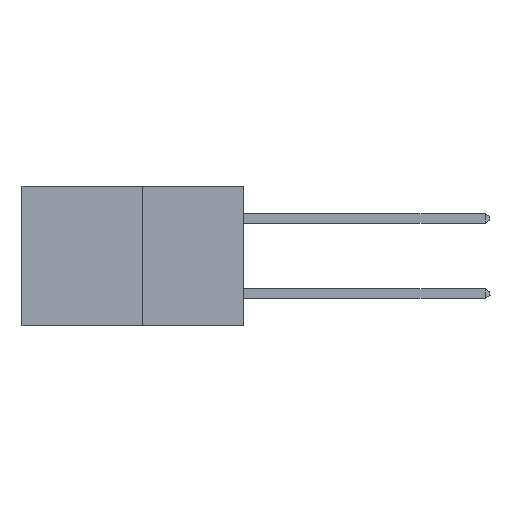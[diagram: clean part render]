
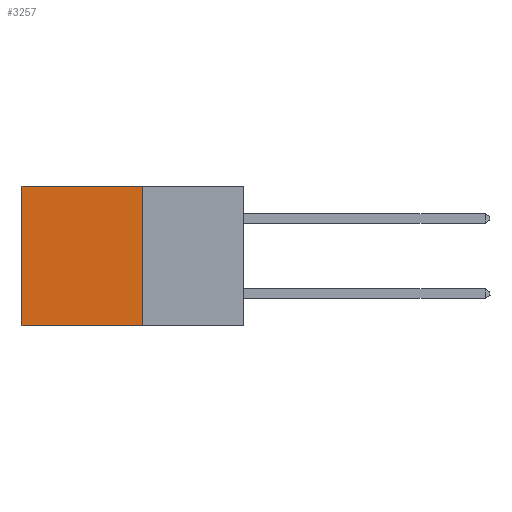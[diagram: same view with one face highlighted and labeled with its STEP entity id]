
A CAD part, left-side view. The second image highlights one B-rep face of the part: STEP entity #3257.
In plain terms, the highlighted planar face has unit normal (-1, 0, 0).
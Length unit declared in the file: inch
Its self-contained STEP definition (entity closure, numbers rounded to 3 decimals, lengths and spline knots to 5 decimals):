
#85 = EDGE_LOOP ( 'NONE', ( #9036, #3031, #8794, #5437 ) ) ;
#286 = CARTESIAN_POINT ( 'NONE',  ( 0.277, 0.59, -0.37 ) ) ;
#370 = CARTESIAN_POINT ( 'NONE',  ( 0.277, 0.27, -0.37 ) ) ;
#473 = DIRECTION ( 'NONE',  ( 0., 0., -1. ) ) ;
#876 = CARTESIAN_POINT ( 'NONE',  ( 0.277, 0.27, 0. ) ) ;
#1544 = VECTOR ( 'NONE', #5243, 39.37008 ) ;
#2629 = VECTOR ( 'NONE', #473, 39.37008 ) ;
#2844 = EDGE_CURVE ( 'NONE', #4920, #6607, #6138, .T. ) ;
#3031 = ORIENTED_EDGE ( 'NONE', *, *, #4499, .F. ) ;
#3257 = ADVANCED_FACE ( 'NONE', ( #8387 ), #6312, .F. ) ;
#3721 = EDGE_CURVE ( 'NONE', #7873, #7906, #8606, .T. ) ;
#3784 = CARTESIAN_POINT ( 'NONE',  ( 0.277, 0.27, -0.37 ) ) ;
#3853 = DIRECTION ( 'NONE',  ( 0., 0., -1. ) ) ;
#4160 = LINE ( 'NONE', #4359, #7866 ) ;
#4219 = VECTOR ( 'NONE', #3853, 39.37008 ) ;
#4359 = CARTESIAN_POINT ( 'NONE',  ( 0.277, 0.27, 0. ) ) ;
#4499 = EDGE_CURVE ( 'NONE', #6607, #7906, #7529, .T. ) ;
#4920 = VERTEX_POINT ( 'NONE', #876 ) ;
#5243 = DIRECTION ( 'NONE',  ( 0., 1., 0. ) ) ;
#5339 = DIRECTION ( 'NONE',  ( 0., 0., -1. ) ) ;
#5353 = DIRECTION ( 'NONE',  ( 1., 0., 0. ) ) ;
#5437 = ORIENTED_EDGE ( 'NONE', *, *, #6645, .T. ) ;
#6138 = LINE ( 'NONE', #3784, #4219 ) ;
#6159 = AXIS2_PLACEMENT_3D ( 'NONE', #6280, #5353, #5339 ) ;
#6256 = CARTESIAN_POINT ( 'NONE',  ( 0.277, 0.59, -0.37 ) ) ;
#6280 = CARTESIAN_POINT ( 'NONE',  ( 0.277, 0.27, -0.37 ) ) ;
#6312 = PLANE ( 'NONE',  #6159 ) ;
#6607 = VERTEX_POINT ( 'NONE', #370 ) ;
#6645 = EDGE_CURVE ( 'NONE', #4920, #7873, #4160, .T. ) ;
#7231 = CARTESIAN_POINT ( 'NONE',  ( 0.277, 0.27, -0.37 ) ) ;
#7335 = CARTESIAN_POINT ( 'NONE',  ( 0.277, 0.59, 0. ) ) ;
#7529 = LINE ( 'NONE', #7231, #1544 ) ;
#7866 = VECTOR ( 'NONE', #9823, 39.37008 ) ;
#7873 = VERTEX_POINT ( 'NONE', #7335 ) ;
#7906 = VERTEX_POINT ( 'NONE', #6256 ) ;
#8387 = FACE_OUTER_BOUND ( 'NONE', #85, .T. ) ;
#8606 = LINE ( 'NONE', #286, #2629 ) ;
#8794 = ORIENTED_EDGE ( 'NONE', *, *, #2844, .F. ) ;
#9036 = ORIENTED_EDGE ( 'NONE', *, *, #3721, .T. ) ;
#9823 = DIRECTION ( 'NONE',  ( 0., 1., 0. ) ) ;
